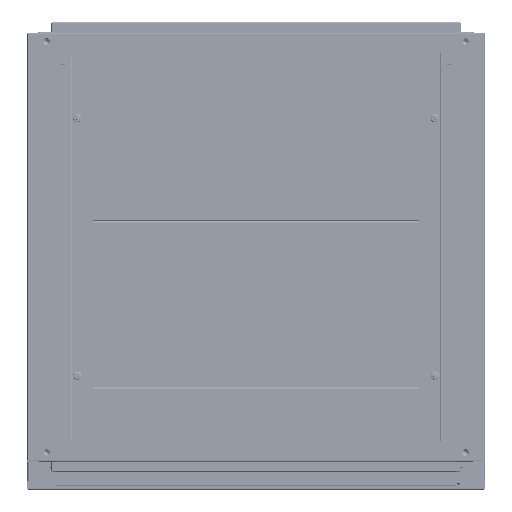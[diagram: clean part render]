
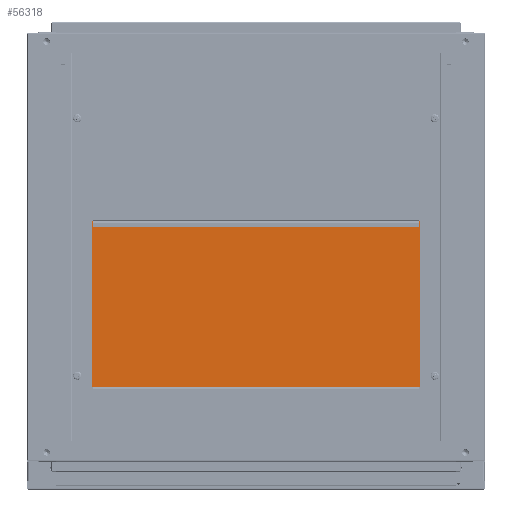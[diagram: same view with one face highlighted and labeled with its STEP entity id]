
A CAD part, front view. The second image highlights one B-rep face of the part: STEP entity #56318.
In plain terms, the highlighted face is planar.
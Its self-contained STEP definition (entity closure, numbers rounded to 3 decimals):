
#494 = EDGE_LOOP ( 'NONE', ( #54992, #5470, #52870, #38568, #21134, #54778, #29873, #70311, #35583, #12282 ) ) ;
#1426 = DIRECTION ( 'NONE',  ( 0., 0., -1. ) ) ;
#3430 = CARTESIAN_POINT ( 'NONE',  ( -300., 0., 149. ) ) ;
#4164 = VERTEX_POINT ( 'NONE', #57814 ) ;
#4386 = CARTESIAN_POINT ( 'NONE',  ( -285., 0., 146. ) ) ;
#4859 = VERTEX_POINT ( 'NONE', #53792 ) ;
#5390 = VECTOR ( 'NONE', #12479, 1000. ) ;
#5470 = ORIENTED_EDGE ( 'NONE', *, *, #33702, .F. ) ;
#6880 = VERTEX_POINT ( 'NONE', #49012 ) ;
#6898 = CARTESIAN_POINT ( 'NONE',  ( -300., 0., -149. ) ) ;
#6982 = VECTOR ( 'NONE', #67422, 1000. ) ;
#7603 = LINE ( 'NONE', #22400, #67116 ) ;
#9506 = LINE ( 'NONE', #46648, #26638 ) ;
#10990 = EDGE_CURVE ( 'NONE', #49480, #4859, #66744, .T. ) ;
#11233 = CARTESIAN_POINT ( 'NONE',  ( 300., 0., -149. ) ) ;
#12137 = DIRECTION ( 'NONE',  ( 0., 0., -1. ) ) ;
#12282 = ORIENTED_EDGE ( 'NONE', *, *, #31537, .F. ) ;
#12479 = DIRECTION ( 'NONE',  ( 0., 0., 1. ) ) ;
#13780 = CARTESIAN_POINT ( 'NONE',  ( -285., 0., 149. ) ) ;
#14221 = VECTOR ( 'NONE', #73401, 1000. ) ;
#16503 = VECTOR ( 'NONE', #38931, 1000. ) ;
#17252 = PLANE ( 'NONE',  #32814 ) ;
#17493 = CARTESIAN_POINT ( 'NONE',  ( 300., 0., 149. ) ) ;
#19134 = FACE_OUTER_BOUND ( 'NONE', #494, .T. ) ;
#19185 = VECTOR ( 'NONE', #26625, 1000. ) ;
#21134 = ORIENTED_EDGE ( 'NONE', *, *, #31072, .T. ) ;
#21342 = LINE ( 'NONE', #61639, #34854 ) ;
#22287 = EDGE_CURVE ( 'NONE', #32183, #54843, #62470, .T. ) ;
#22320 = LINE ( 'NONE', #61631, #6982 ) ;
#22400 = CARTESIAN_POINT ( 'NONE',  ( -285., 0., 146. ) ) ;
#22825 = VECTOR ( 'NONE', #37721, 1000. ) ;
#23292 = DIRECTION ( 'NONE',  ( 0., 0., 1. ) ) ;
#23316 = CARTESIAN_POINT ( 'NONE',  ( -285., 0., 146. ) ) ;
#23586 = VERTEX_POINT ( 'NONE', #57109 ) ;
#26625 = DIRECTION ( 'NONE',  ( 1., 0., 0. ) ) ;
#26638 = VECTOR ( 'NONE', #12137, 1000. ) ;
#29526 = LINE ( 'NONE', #61803, #14221 ) ;
#29873 = ORIENTED_EDGE ( 'NONE', *, *, #10990, .T. ) ;
#29949 = EDGE_CURVE ( 'NONE', #4164, #50269, #51185, .T. ) ;
#30157 = CARTESIAN_POINT ( 'NONE',  ( 285., 0., 149. ) ) ;
#30224 = EDGE_CURVE ( 'NONE', #4859, #54843, #21342, .T. ) ;
#31072 = EDGE_CURVE ( 'NONE', #23586, #60818, #9506, .T. ) ;
#31537 = EDGE_CURVE ( 'NONE', #60842, #32183, #7603, .T. ) ;
#32183 = VERTEX_POINT ( 'NONE', #50828 ) ;
#32814 = AXIS2_PLACEMENT_3D ( 'NONE', #17493, #57824, #23292 ) ;
#33702 = EDGE_CURVE ( 'NONE', #50269, #6880, #41780, .T. ) ;
#33777 = EDGE_CURVE ( 'NONE', #4164, #23586, #51735, .T. ) ;
#34854 = VECTOR ( 'NONE', #67177, 1000. ) ;
#35583 = ORIENTED_EDGE ( 'NONE', *, *, #22287, .F. ) ;
#35793 = VECTOR ( 'NONE', #1426, 1000. ) ;
#37721 = DIRECTION ( 'NONE',  ( 0., 0., -1. ) ) ;
#38568 = ORIENTED_EDGE ( 'NONE', *, *, #33777, .T. ) ;
#38931 = DIRECTION ( 'NONE',  ( 0., 0., 1. ) ) ;
#41234 = EDGE_CURVE ( 'NONE', #6880, #60842, #22320, .T. ) ;
#41780 = LINE ( 'NONE', #72248, #22825 ) ;
#46648 = CARTESIAN_POINT ( 'NONE',  ( 300., 0., -149. ) ) ;
#49012 = CARTESIAN_POINT ( 'NONE',  ( 285., 0., 146. ) ) ;
#49480 = VERTEX_POINT ( 'NONE', #67596 ) ;
#50269 = VERTEX_POINT ( 'NONE', #51405 ) ;
#50828 = CARTESIAN_POINT ( 'NONE',  ( -285., 0., 148.598 ) ) ;
#51185 = LINE ( 'NONE', #30157, #35793 ) ;
#51405 = CARTESIAN_POINT ( 'NONE',  ( 285., 0., 148.598 ) ) ;
#51735 = LINE ( 'NONE', #3430, #19185 ) ;
#52870 = ORIENTED_EDGE ( 'NONE', *, *, #29949, .F. ) ;
#53792 = CARTESIAN_POINT ( 'NONE',  ( -300., 0., 149. ) ) ;
#54778 = ORIENTED_EDGE ( 'NONE', *, *, #74007, .T. ) ;
#54843 = VERTEX_POINT ( 'NONE', #13780 ) ;
#54992 = ORIENTED_EDGE ( 'NONE', *, *, #41234, .F. ) ;
#56318 = ADVANCED_FACE ( 'NONE', ( #19134 ), #17252, .T. ) ;
#57109 = CARTESIAN_POINT ( 'NONE',  ( 300., 0., 149. ) ) ;
#57814 = CARTESIAN_POINT ( 'NONE',  ( 285., 0., 149. ) ) ;
#57824 = DIRECTION ( 'NONE',  ( 0., 1., 0. ) ) ;
#60818 = VERTEX_POINT ( 'NONE', #11233 ) ;
#60842 = VERTEX_POINT ( 'NONE', #23316 ) ;
#61631 = CARTESIAN_POINT ( 'NONE',  ( 285., 0., 146. ) ) ;
#61639 = CARTESIAN_POINT ( 'NONE',  ( -300., 0., 149. ) ) ;
#61803 = CARTESIAN_POINT ( 'NONE',  ( -300., 0., -149. ) ) ;
#62470 = LINE ( 'NONE', #4386, #16503 ) ;
#66744 = LINE ( 'NONE', #6898, #5390 ) ;
#67116 = VECTOR ( 'NONE', #74275, 1000. ) ;
#67177 = DIRECTION ( 'NONE',  ( 1., 0., 0. ) ) ;
#67422 = DIRECTION ( 'NONE',  ( -1., 0., 0. ) ) ;
#67596 = CARTESIAN_POINT ( 'NONE',  ( -300., 0., -149. ) ) ;
#70311 = ORIENTED_EDGE ( 'NONE', *, *, #30224, .T. ) ;
#72248 = CARTESIAN_POINT ( 'NONE',  ( 285., 0., 149. ) ) ;
#73401 = DIRECTION ( 'NONE',  ( -1., 0., 0. ) ) ;
#74007 = EDGE_CURVE ( 'NONE', #60818, #49480, #29526, .T. ) ;
#74275 = DIRECTION ( 'NONE',  ( 0., 0., 1. ) ) ;
